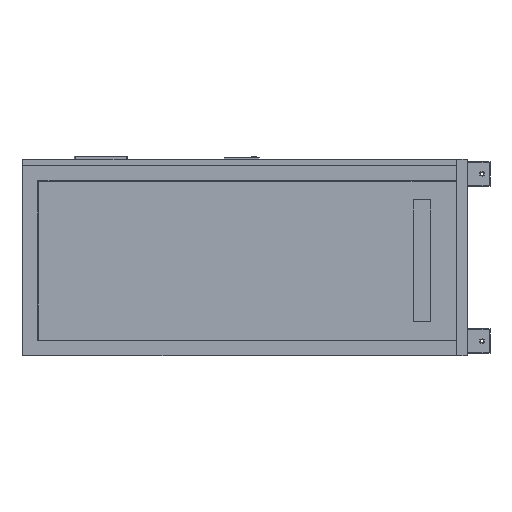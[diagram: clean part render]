
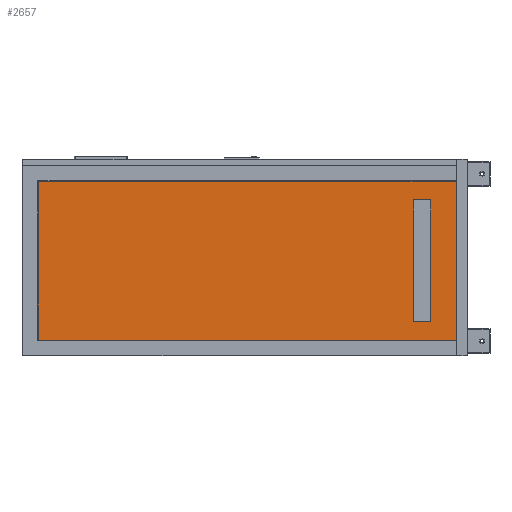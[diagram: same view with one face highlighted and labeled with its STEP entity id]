
A CAD part, left-side view. The second image highlights one B-rep face of the part: STEP entity #2657.
In plain terms, the highlighted planar face has unit normal (-1, 0, 0).
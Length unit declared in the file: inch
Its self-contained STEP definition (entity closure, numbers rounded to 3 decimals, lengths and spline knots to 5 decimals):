
#20 = AXIS2_PLACEMENT_3D ( 'NONE', #3787, #9052, #4530 ) ;
#285 = CARTESIAN_POINT ( 'NONE',  ( -16.83071, 4.13386, 9.73425 ) ) ;
#536 = EDGE_LOOP ( 'NONE', ( #7118, #810, #8862, #856 ) ) ;
#598 = VERTEX_POINT ( 'NONE', #7158 ) ;
#613 = ORIENTED_EDGE ( 'NONE', *, *, #7709, .T. ) ;
#642 = ORIENTED_EDGE ( 'NONE', *, *, #6974, .T. ) ;
#810 = ORIENTED_EDGE ( 'NONE', *, *, #8307, .F. ) ;
#856 = ORIENTED_EDGE ( 'NONE', *, *, #8120, .F. ) ;
#1076 = CARTESIAN_POINT ( 'NONE',  ( -16.83071, 6.88976, 9.73425 ) ) ;
#1375 = EDGE_CURVE ( 'NONE', #9210, #8665, #8176, .T. ) ;
#1628 = CARTESIAN_POINT ( 'NONE',  ( -16.83071, 66.92913, -12.71654 ) ) ;
#1903 = VECTOR ( 'NONE', #3533, 39.37008 ) ;
#2141 = VECTOR ( 'NONE', #4002, 39.37008 ) ;
#2173 = ORIENTED_EDGE ( 'NONE', *, *, #4891, .T. ) ;
#2413 = CARTESIAN_POINT ( 'NONE',  ( -16.83071, 0.07874, 12.71654 ) ) ;
#2543 = VERTEX_POINT ( 'NONE', #6839 ) ;
#2657 = ADVANCED_FACE ( 'NONE', ( #7441, #7317 ), #6023, .F. ) ;
#3211 = CARTESIAN_POINT ( 'NONE',  ( -16.83071, 66.92913, 12.71654 ) ) ;
#3340 = CARTESIAN_POINT ( 'NONE',  ( -16.83071, 0.07874, -12.71654 ) ) ;
#3533 = DIRECTION ( 'NONE',  ( 0., 1., 0. ) ) ;
#3655 = LINE ( 'NONE', #2413, #9410 ) ;
#3787 = CARTESIAN_POINT ( 'NONE',  ( -16.83071, 69.44882, 15.23622 ) ) ;
#3792 = LINE ( 'NONE', #7282, #1903 ) ;
#3928 = VECTOR ( 'NONE', #5548, 39.37008 ) ;
#3954 = LINE ( 'NONE', #8909, #4896 ) ;
#4002 = DIRECTION ( 'NONE',  ( 0., -1., 0. ) ) ;
#4110 = VECTOR ( 'NONE', #7750, 39.37008 ) ;
#4185 = CARTESIAN_POINT ( 'NONE',  ( -16.83071, 66.92913, 12.71654 ) ) ;
#4227 = CARTESIAN_POINT ( 'NONE',  ( -16.83071, 0.07874, 12.71654 ) ) ;
#4530 = DIRECTION ( 'NONE',  ( 0., 0., -1. ) ) ;
#4572 = DIRECTION ( 'NONE',  ( 0., 0., -1. ) ) ;
#4891 = EDGE_CURVE ( 'NONE', #2543, #9210, #3954, .T. ) ;
#4896 = VECTOR ( 'NONE', #8194, 39.37008 ) ;
#5194 = LINE ( 'NONE', #4185, #5312 ) ;
#5312 = VECTOR ( 'NONE', #6473, 39.37008 ) ;
#5548 = DIRECTION ( 'NONE',  ( 0., 0., -1. ) ) ;
#5621 = CARTESIAN_POINT ( 'NONE',  ( -16.83071, 6.88976, -9.73425 ) ) ;
#6023 = PLANE ( 'NONE',  #20 ) ;
#6473 = DIRECTION ( 'NONE',  ( 0., 0., 1. ) ) ;
#6529 = VERTEX_POINT ( 'NONE', #4227 ) ;
#6547 = EDGE_CURVE ( 'NONE', #8738, #8556, #3792, .T. ) ;
#6812 = CARTESIAN_POINT ( 'NONE',  ( -16.83071, 4.13386, -9.73425 ) ) ;
#6839 = CARTESIAN_POINT ( 'NONE',  ( -16.83071, 6.88976, -9.73425 ) ) ;
#6974 = EDGE_CURVE ( 'NONE', #8665, #7429, #7935, .T. ) ;
#7118 = ORIENTED_EDGE ( 'NONE', *, *, #8649, .F. ) ;
#7158 = CARTESIAN_POINT ( 'NONE',  ( -16.83071, 66.92913, 12.71654 ) ) ;
#7171 = ORIENTED_EDGE ( 'NONE', *, *, #1375, .T. ) ;
#7282 = CARTESIAN_POINT ( 'NONE',  ( -16.83071, 66.92913, -12.71654 ) ) ;
#7317 = FACE_BOUND ( 'NONE', #7842, .T. ) ;
#7429 = VERTEX_POINT ( 'NONE', #6812 ) ;
#7441 = FACE_OUTER_BOUND ( 'NONE', #536, .T. ) ;
#7709 = EDGE_CURVE ( 'NONE', #7429, #2543, #9537, .T. ) ;
#7750 = DIRECTION ( 'NONE',  ( 0., -1., 0. ) ) ;
#7842 = EDGE_LOOP ( 'NONE', ( #7171, #642, #613, #2173 ) ) ;
#7893 = DIRECTION ( 'NONE',  ( 0., 1., 0. ) ) ;
#7935 = LINE ( 'NONE', #8548, #3928 ) ;
#8120 = EDGE_CURVE ( 'NONE', #6529, #8738, #3655, .T. ) ;
#8176 = LINE ( 'NONE', #1076, #2141 ) ;
#8194 = DIRECTION ( 'NONE',  ( 0., 0., 1. ) ) ;
#8307 = EDGE_CURVE ( 'NONE', #8556, #598, #5194, .T. ) ;
#8548 = CARTESIAN_POINT ( 'NONE',  ( -16.83071, 4.13386, 9.73425 ) ) ;
#8556 = VERTEX_POINT ( 'NONE', #1628 ) ;
#8649 = EDGE_CURVE ( 'NONE', #598, #6529, #8826, .T. ) ;
#8665 = VERTEX_POINT ( 'NONE', #285 ) ;
#8738 = VERTEX_POINT ( 'NONE', #3340 ) ;
#8826 = LINE ( 'NONE', #3211, #4110 ) ;
#8862 = ORIENTED_EDGE ( 'NONE', *, *, #6547, .F. ) ;
#8909 = CARTESIAN_POINT ( 'NONE',  ( -16.83071, 6.88976, 9.73425 ) ) ;
#9052 = DIRECTION ( 'NONE',  ( 1., 0., 0. ) ) ;
#9210 = VERTEX_POINT ( 'NONE', #9229 ) ;
#9229 = CARTESIAN_POINT ( 'NONE',  ( -16.83071, 6.88976, 9.73425 ) ) ;
#9410 = VECTOR ( 'NONE', #4572, 39.37008 ) ;
#9537 = LINE ( 'NONE', #5621, #9646 ) ;
#9646 = VECTOR ( 'NONE', #7893, 39.37008 ) ;
